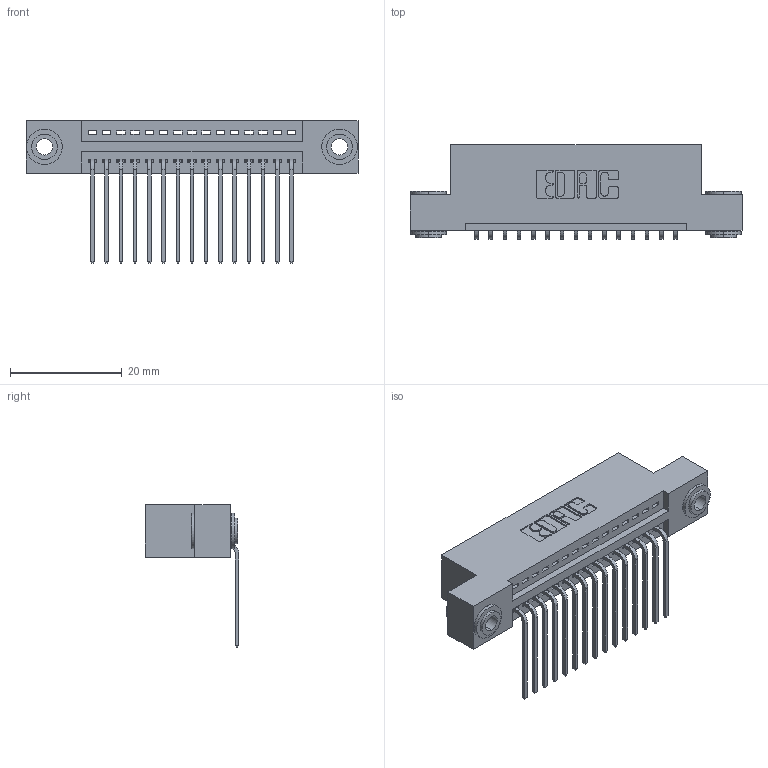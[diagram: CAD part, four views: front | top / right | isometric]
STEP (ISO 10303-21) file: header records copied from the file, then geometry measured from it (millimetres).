
FILE_DESCRIPTION (( 'STEP AP203' ), '1' );
FILE_NAME ('395-015-559-103.STEP', '2019-10-16T15:36:10', ( '' ), ( '' ), 'SwSTEP 2.0', 'SolidWorks 2016', '' );
FILE_SCHEMA (( 'CONFIG_CONTROL_DESIGN' ));
Length unit declared in the file: inch
Products named in the file (4): 395-015-559-103; 345-292-001_558 559 Tail - 1; 345-250-002_345-250-002-102; 345 Part_Flush Mounting Lugs - 0.156 Dia-TH
Assembly tree (18 placements, depth 2):
  395-015-559-103
    345 Part_Flush Mounting Lugs - 0.156 Dia-TH
    345-292-001_558 559 Tail - 1  x15
    345-250-002_345-250-002-102  x2
Bounding box: 59.31 x 16.75 x 25.53 mm (x, y, z)
Volume: 5481.4 mm3; surface area: 7425.5 mm2
Topology: 18 solids, 18 shells, 1064 faces, 3147 edges, 2074 vertices
Faces by surface type: plane 720, cylinder 336, cone 8
Entity records: 15658 total; most frequent: CARTESIAN_POINT 2692, ORIENTED_EDGE 2634, DIRECTION 2421, EDGE_CURVE 1317, LINE 1101, VECTOR 1101, VERTEX_POINT 874, AXIS2_PLACEMENT_3D 660
